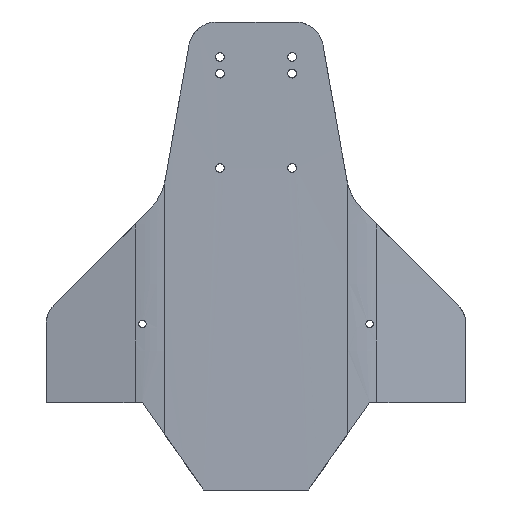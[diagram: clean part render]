
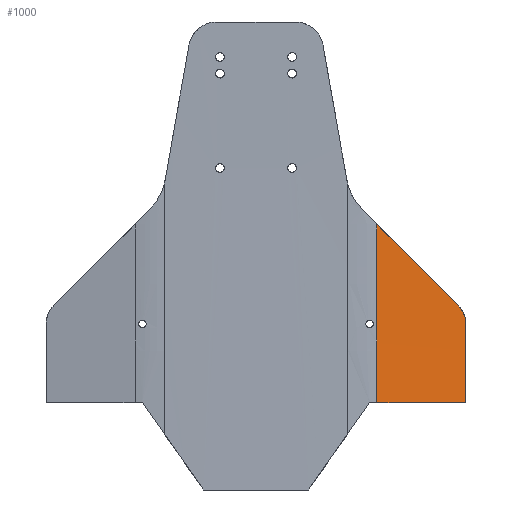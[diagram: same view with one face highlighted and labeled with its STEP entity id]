
A CAD part, front view. The second image highlights one B-rep face of the part: STEP entity #1000.
In plain terms, the highlighted conical face has half-angle 9.594 degrees and reference radius 30005 mm.
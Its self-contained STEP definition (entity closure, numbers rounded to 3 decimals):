
#15=CONICAL_SURFACE('',#1095,30005.,0.167);
#78=CIRCLE('',#1094,30001.399);
#79=CIRCLE('',#1096,30010.);
#110=FACE_OUTER_BOUND('',#171,.T.);
#171=EDGE_LOOP('',(#784,#785,#786,#787,#788));
#236=B_SPLINE_CURVE_WITH_KNOTS('',3,(#1877,#1878,#1879,#1880,#1881,#1882,
#1883,#1884,#1885,#1886,#1887,#1888),.UNSPECIFIED.,.F.,.F.,(4,2,2,2,2,4),
(1.223,1.522,1.825,2.127,2.429,
2.432),.UNSPECIFIED.);
#276=LINE('',#1426,#334);
#334=VECTOR('',#1164,10.);
#389=ELLIPSE('',#1097,43766.618,30502.359);
#407=VERTEX_POINT('',#1412);
#410=VERTEX_POINT('',#1424);
#459=VERTEX_POINT('',#1821);
#462=VERTEX_POINT('',#1874);
#463=VERTEX_POINT('',#1876);
#518=EDGE_CURVE('',#407,#410,#276,.T.);
#582=EDGE_CURVE('',#407,#459,#78,.T.);
#586=EDGE_CURVE('',#410,#462,#79,.T.);
#587=EDGE_CURVE('',#463,#462,#236,.T.);
#588=EDGE_CURVE('',#463,#459,#389,.T.);
#784=ORIENTED_EDGE('',*,*,#518,.T.);
#785=ORIENTED_EDGE('',*,*,#586,.T.);
#786=ORIENTED_EDGE('',*,*,#587,.F.);
#787=ORIENTED_EDGE('',*,*,#588,.T.);
#788=ORIENTED_EDGE('',*,*,#582,.F.);
#1000=ADVANCED_FACE('',(#110),#15,.F.);
#1094=AXIS2_PLACEMENT_3D('',#1822,#1262,#1263);
#1095=AXIS2_PLACEMENT_3D('',#1873,#1264,#1265);
#1096=AXIS2_PLACEMENT_3D('',#1875,#1266,#1267);
#1097=AXIS2_PLACEMENT_3D('',#1889,#1268,#1269);
#1164=DIRECTION('',(0.986,0.167,0.));
#1262=DIRECTION('center_axis',(1.,0.,0.));
#1263=DIRECTION('ref_axis',(0.,1.,-0.006));
#1264=DIRECTION('center_axis',(1.,0.,0.));
#1265=DIRECTION('ref_axis',(0.,1.,0.));
#1266=DIRECTION('center_axis',(1.,0.,0.));
#1267=DIRECTION('ref_axis',(0.,0.,-1.));
#1268=DIRECTION('center_axis',(0.707,0.,0.707));
#1269=DIRECTION('ref_axis',(0.707,0.,-0.707));
#1412=CARTESIAN_POINT('',(69.114,0.228,265.));
#1424=CARTESIAN_POINT('',(120.,8.83,265.));
#1426=CARTESIAN_POINT('',(94.557,4.529,265.));
#1821=CARTESIAN_POINT('',(69.114,-0.848,367.119));
#1822=CARTESIAN_POINT('Origin',(69.114,-30000.,0.));
#1873=CARTESIAN_POINT('Origin',(90.42,-30000.,0.));
#1874=CARTESIAN_POINT('',(120.,8.403,309.605));
#1875=CARTESIAN_POINT('Origin',(120.,-30000.,0.));
#1876=CARTESIAN_POINT('',(115.314,7.492,320.919));
#1877=CARTESIAN_POINT('Ctrl Pts',(115.314,7.492,320.919));
#1878=CARTESIAN_POINT('Ctrl Pts',(116.015,7.618,320.218));
#1879=CARTESIAN_POINT('Ctrl Pts',(116.674,7.738,319.426));
#1880=CARTESIAN_POINT('Ctrl Pts',(117.845,7.954,317.693));
#1881=CARTESIAN_POINT('Ctrl Pts',(118.356,8.05,316.75));
#1882=CARTESIAN_POINT('Ctrl Pts',(119.177,8.21,314.781));
#1883=CARTESIAN_POINT('Ctrl Pts',(119.489,8.273,313.752));
#1884=CARTESIAN_POINT('Ctrl Pts',(119.9,8.364,311.683));
#1885=CARTESIAN_POINT('Ctrl Pts',(119.998,8.392,310.641));
#1886=CARTESIAN_POINT('Ctrl Pts',(120.,8.403,309.624));
#1887=CARTESIAN_POINT('Ctrl Pts',(120.,8.403,309.615));
#1888=CARTESIAN_POINT('Ctrl Pts',(120.,8.403,309.605));
#1889=CARTESIAN_POINT('Origin',(5667.344,-30000.,-5231.111));
